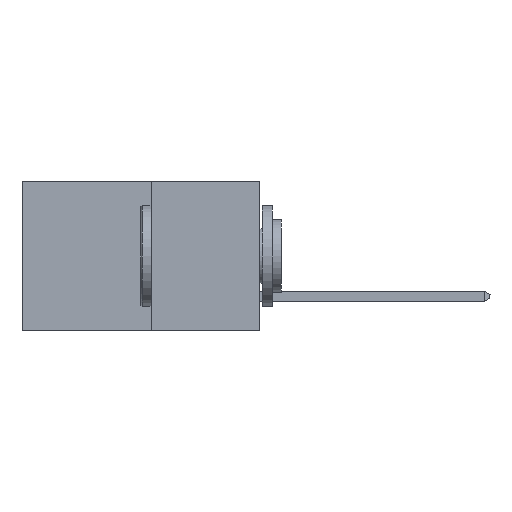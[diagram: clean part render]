
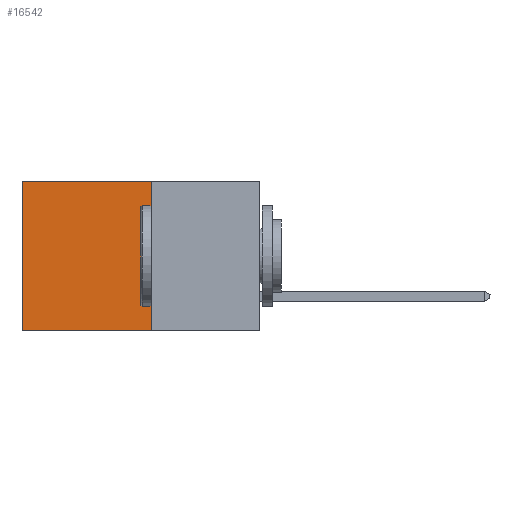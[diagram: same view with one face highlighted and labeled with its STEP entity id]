
A CAD part, left-side view. The second image highlights one B-rep face of the part: STEP entity #16542.
In plain terms, the highlighted planar face has unit normal (-1, 0, 0).
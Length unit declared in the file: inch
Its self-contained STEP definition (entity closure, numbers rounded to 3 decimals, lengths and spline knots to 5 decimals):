
#878 = VECTOR ( 'NONE', #10447, 39.37008 ) ;
#1026 = VERTEX_POINT ( 'NONE', #5744 ) ;
#1494 = CARTESIAN_POINT ( 'NONE',  ( 0.277, 0.59, -0.37 ) ) ;
#2744 = CARTESIAN_POINT ( 'NONE',  ( 0.277, 0.27, -0.37 ) ) ;
#3557 = ORIENTED_EDGE ( 'NONE', *, *, #21527, .T. ) ;
#3752 = VECTOR ( 'NONE', #9160, 39.37008 ) ;
#3967 = CARTESIAN_POINT ( 'NONE',  ( 0.277, 0.59, -0.37 ) ) ;
#5423 = DIRECTION ( 'NONE',  ( 0., 0., -1. ) ) ;
#5744 = CARTESIAN_POINT ( 'NONE',  ( 0.277, 0.27, 0. ) ) ;
#6771 = VERTEX_POINT ( 'NONE', #23246 ) ;
#8072 = CARTESIAN_POINT ( 'NONE',  ( 0.277, 0.27, 0. ) ) ;
#8185 = VECTOR ( 'NONE', #20536, 39.37008 ) ;
#8773 = VERTEX_POINT ( 'NONE', #1494 ) ;
#9160 = DIRECTION ( 'NONE',  ( 0., 1., 0. ) ) ;
#9675 = FACE_OUTER_BOUND ( 'NONE', #19287, .T. ) ;
#9966 = PLANE ( 'NONE',  #14298 ) ;
#10003 = CARTESIAN_POINT ( 'NONE',  ( 0.277, 0.59, 0. ) ) ;
#10217 = ORIENTED_EDGE ( 'NONE', *, *, #21401, .F. ) ;
#10447 = DIRECTION ( 'NONE',  ( 0., 1., 0. ) ) ;
#12396 = DIRECTION ( 'NONE',  ( 0., 0., -1. ) ) ;
#14298 = AXIS2_PLACEMENT_3D ( 'NONE', #2744, #26271, #12396 ) ;
#16296 = EDGE_CURVE ( 'NONE', #6771, #8773, #23290, .T. ) ;
#16542 = ADVANCED_FACE ( 'NONE', ( #9675 ), #9966, .F. ) ;
#17029 = EDGE_CURVE ( 'NONE', #23127, #8773, #20023, .T. ) ;
#17080 = LINE ( 'NONE', #8072, #878 ) ;
#17210 = CARTESIAN_POINT ( 'NONE',  ( 0.277, 0.27, -0.37 ) ) ;
#18605 = CARTESIAN_POINT ( 'NONE',  ( 0.277, 0.27, -0.37 ) ) ;
#19287 = EDGE_LOOP ( 'NONE', ( #23377, #26616, #10217, #3557 ) ) ;
#20001 = LINE ( 'NONE', #17210, #25334 ) ;
#20023 = LINE ( 'NONE', #3967, #8185 ) ;
#20536 = DIRECTION ( 'NONE',  ( 0., 0., -1. ) ) ;
#21401 = EDGE_CURVE ( 'NONE', #1026, #6771, #20001, .T. ) ;
#21527 = EDGE_CURVE ( 'NONE', #1026, #23127, #17080, .T. ) ;
#23127 = VERTEX_POINT ( 'NONE', #10003 ) ;
#23246 = CARTESIAN_POINT ( 'NONE',  ( 0.277, 0.27, -0.37 ) ) ;
#23290 = LINE ( 'NONE', #18605, #3752 ) ;
#23377 = ORIENTED_EDGE ( 'NONE', *, *, #17029, .T. ) ;
#25334 = VECTOR ( 'NONE', #5423, 39.37008 ) ;
#26271 = DIRECTION ( 'NONE',  ( 1., 0., 0. ) ) ;
#26616 = ORIENTED_EDGE ( 'NONE', *, *, #16296, .F. ) ;
